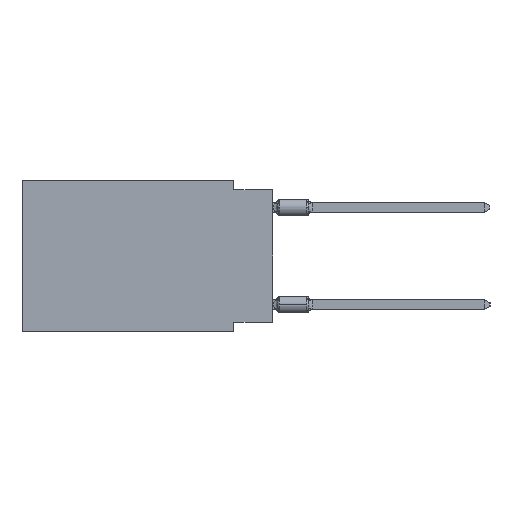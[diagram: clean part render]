
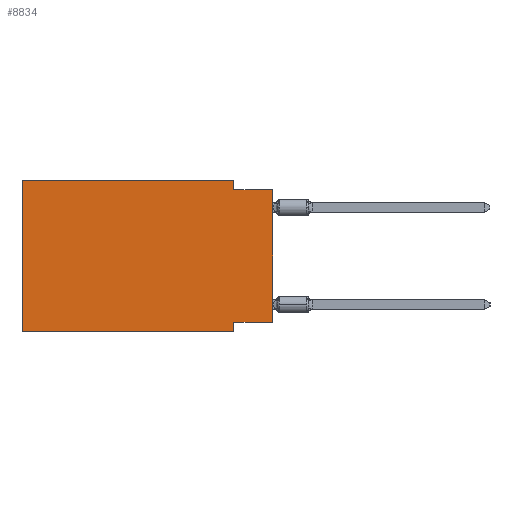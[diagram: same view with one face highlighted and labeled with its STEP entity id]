
A CAD part, left-side view. The second image highlights one B-rep face of the part: STEP entity #8834.
In plain terms, the highlighted planar face has unit normal (-1, 0, 0).
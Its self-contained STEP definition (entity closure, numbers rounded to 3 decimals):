
#479 = CARTESIAN_POINT ( 'NONE',  ( 0., 2.54, -9.271 ) ) ;
#556 = VERTEX_POINT ( 'NONE', #9319 ) ;
#1237 = DIRECTION ( 'NONE',  ( 0., 0., -1. ) ) ;
#1684 = AXIS2_PLACEMENT_3D ( 'NONE', #21746, #10430, #1237 ) ;
#2338 = EDGE_CURVE ( 'NONE', #23901, #26939, #14131, .T. ) ;
#2470 = ORIENTED_EDGE ( 'NONE', *, *, #8797, .F. ) ;
#2537 = LINE ( 'NONE', #21379, #26517 ) ;
#2621 = EDGE_CURVE ( 'NONE', #12336, #10300, #15890, .T. ) ;
#3130 = DIRECTION ( 'NONE',  ( 0., -1., 0. ) ) ;
#3695 = DIRECTION ( 'NONE',  ( 0., 0., -1. ) ) ;
#4771 = VERTEX_POINT ( 'NONE', #13710 ) ;
#5314 = EDGE_CURVE ( 'NONE', #4771, #23901, #5370, .T. ) ;
#5370 = LINE ( 'NONE', #14991, #19036 ) ;
#6054 = FACE_OUTER_BOUND ( 'NONE', #21765, .T. ) ;
#6112 = VECTOR ( 'NONE', #3130, 1000. ) ;
#6971 = DIRECTION ( 'NONE',  ( 0., 0., 1. ) ) ;
#7223 = VECTOR ( 'NONE', #15590, 1000. ) ;
#7499 = CARTESIAN_POINT ( 'NONE',  ( 0., 0., -0.635 ) ) ;
#8454 = PLANE ( 'NONE',  #1684 ) ;
#8780 = CARTESIAN_POINT ( 'NONE',  ( 0., 16.383, 0. ) ) ;
#8797 = EDGE_CURVE ( 'NONE', #10300, #556, #16305, .T. ) ;
#8834 = ADVANCED_FACE ( 'NONE', ( #6054 ), #8454, .F. ) ;
#9166 = VECTOR ( 'NONE', #6971, 1000. ) ;
#9319 = CARTESIAN_POINT ( 'NONE',  ( 0., 2.54, -9.906 ) ) ;
#9506 = CARTESIAN_POINT ( 'NONE',  ( 0., 16.383, 0. ) ) ;
#9663 = LINE ( 'NONE', #9506, #7223 ) ;
#10300 = VERTEX_POINT ( 'NONE', #479 ) ;
#10430 = DIRECTION ( 'NONE',  ( 1., 0., 0. ) ) ;
#11190 = CARTESIAN_POINT ( 'NONE',  ( 0., 2.54, -0.635 ) ) ;
#11512 = CARTESIAN_POINT ( 'NONE',  ( 0., 0., -9.271 ) ) ;
#12156 = EDGE_CURVE ( 'NONE', #12336, #26939, #2537, .T. ) ;
#12336 = VERTEX_POINT ( 'NONE', #26051 ) ;
#13710 = CARTESIAN_POINT ( 'NONE',  ( 0., 2.54, 0. ) ) ;
#14060 = DIRECTION ( 'NONE',  ( 0., 0., -1. ) ) ;
#14131 = LINE ( 'NONE', #7499, #6112 ) ;
#14167 = EDGE_CURVE ( 'NONE', #15350, #15076, #27614, .T. ) ;
#14991 = CARTESIAN_POINT ( 'NONE',  ( 0., 2.54, 0. ) ) ;
#15076 = VERTEX_POINT ( 'NONE', #8780 ) ;
#15350 = VERTEX_POINT ( 'NONE', #19903 ) ;
#15590 = DIRECTION ( 'NONE',  ( 0., -1., 0. ) ) ;
#15714 = DIRECTION ( 'NONE',  ( 0., -1., 0. ) ) ;
#15719 = VECTOR ( 'NONE', #15714, 1000. ) ;
#15890 = LINE ( 'NONE', #11512, #24856 ) ;
#16005 = CARTESIAN_POINT ( 'NONE',  ( 0., 16.383, -9.906 ) ) ;
#16305 = LINE ( 'NONE', #25510, #27673 ) ;
#16604 = CARTESIAN_POINT ( 'NONE',  ( 0., 16.383, 0. ) ) ;
#17818 = ORIENTED_EDGE ( 'NONE', *, *, #12156, .T. ) ;
#18142 = ORIENTED_EDGE ( 'NONE', *, *, #2338, .F. ) ;
#18594 = ORIENTED_EDGE ( 'NONE', *, *, #22367, .F. ) ;
#19036 = VECTOR ( 'NONE', #3695, 1000. ) ;
#19903 = CARTESIAN_POINT ( 'NONE',  ( 0., 16.383, -9.906 ) ) ;
#20410 = ORIENTED_EDGE ( 'NONE', *, *, #25147, .T. ) ;
#20770 = DIRECTION ( 'NONE',  ( 0., 0., 1. ) ) ;
#20809 = ORIENTED_EDGE ( 'NONE', *, *, #5314, .F. ) ;
#21379 = CARTESIAN_POINT ( 'NONE',  ( 0., 0., 0. ) ) ;
#21494 = CARTESIAN_POINT ( 'NONE',  ( 0., 0., -0.635 ) ) ;
#21746 = CARTESIAN_POINT ( 'NONE',  ( 0., 16.383, 0. ) ) ;
#21765 = EDGE_LOOP ( 'NONE', ( #17818, #18142, #20809, #18594, #27880, #20410, #2470, #27599 ) ) ;
#22367 = EDGE_CURVE ( 'NONE', #15076, #4771, #9663, .T. ) ;
#23901 = VERTEX_POINT ( 'NONE', #11190 ) ;
#24856 = VECTOR ( 'NONE', #25692, 1000. ) ;
#25147 = EDGE_CURVE ( 'NONE', #15350, #556, #25506, .T. ) ;
#25506 = LINE ( 'NONE', #16005, #15719 ) ;
#25510 = CARTESIAN_POINT ( 'NONE',  ( 0., 2.54, -9.906 ) ) ;
#25692 = DIRECTION ( 'NONE',  ( 0., 1., 0. ) ) ;
#26051 = CARTESIAN_POINT ( 'NONE',  ( 0., 0., -9.271 ) ) ;
#26517 = VECTOR ( 'NONE', #20770, 1000. ) ;
#26939 = VERTEX_POINT ( 'NONE', #21494 ) ;
#27599 = ORIENTED_EDGE ( 'NONE', *, *, #2621, .F. ) ;
#27614 = LINE ( 'NONE', #16604, #9166 ) ;
#27673 = VECTOR ( 'NONE', #14060, 1000. ) ;
#27880 = ORIENTED_EDGE ( 'NONE', *, *, #14167, .F. ) ;
